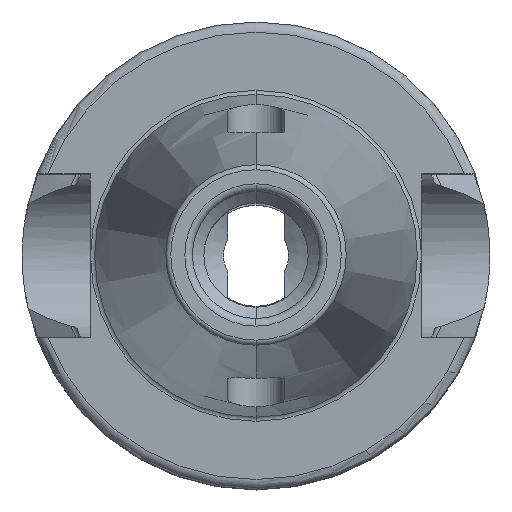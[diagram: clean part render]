
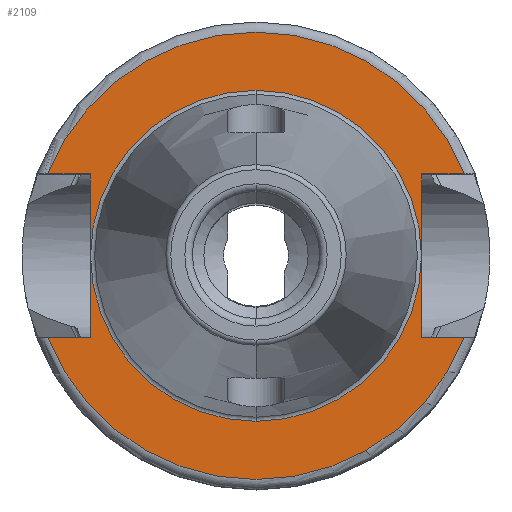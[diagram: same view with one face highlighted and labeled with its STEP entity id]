
A CAD part, top view. The second image highlights one B-rep face of the part: STEP entity #2109.
In plain terms, the highlighted planar face has unit normal (0, 0, 1).
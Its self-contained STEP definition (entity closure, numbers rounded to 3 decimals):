
#537=CARTESIAN_POINT('',(0,0,20));
#538=DIRECTION('',(0,0,-1));
#539=DIRECTION('',(0,1,0));
#540=AXIS2_PLACEMENT_3D('',#537,#538,#539);
#552=CARTESIAN_POINT('',(0,0,20));
#553=DIRECTION('',(0,0,1));
#554=DIRECTION('',(0,1,0));
#555=AXIS2_PLACEMENT_3D('',#552,#553,#554);
#557=DIRECTION('',(1,0,0));
#558=VECTOR('',#557,4.174);
#559=CARTESIAN_POINT('',(-20.474,-8.05,20));
#560=LINE('',#559,#558);
#561=DIRECTION('',(0,1,0));
#562=VECTOR('',#561,16.1);
#563=CARTESIAN_POINT('',(-16.3,-8.05,20));
#564=LINE('',#563,#562);
#565=DIRECTION('',(1,0,0));
#566=VECTOR('',#565,4.174);
#567=CARTESIAN_POINT('',(-20.474,8.05,20));
#568=LINE('',#567,#566);
#569=DIRECTION('',(-1,0,0));
#570=VECTOR('',#569,4.174);
#571=CARTESIAN_POINT('',(20.474,8.05,20));
#572=LINE('',#571,#570);
#573=DIRECTION('',(0,-1,0));
#574=VECTOR('',#573,16.1);
#575=CARTESIAN_POINT('',(16.3,8.05,20));
#576=LINE('',#575,#574);
#577=DIRECTION('',(-1,0,0));
#578=VECTOR('',#577,4.174);
#579=CARTESIAN_POINT('',(20.474,-8.05,20));
#580=LINE('',#579,#578);
#876=CARTESIAN_POINT('',(0,0,20));
#877=DIRECTION('',(0,0,1));
#878=DIRECTION('',(-0.931,-0.366,0));
#879=AXIS2_PLACEMENT_3D('',#876,#877,#878);
#893=CARTESIAN_POINT('',(0,0,20));
#894=DIRECTION('',(0,0,1));
#895=DIRECTION('',(0.931,0.366,0));
#896=AXIS2_PLACEMENT_3D('',#893,#894,#895);
#1411=CARTESIAN_POINT('',(-20.474,-8.05,20));
#1412=CARTESIAN_POINT('',(-16.3,-8.05,20));
#1413=VERTEX_POINT('',#1411);
#1414=VERTEX_POINT('',#1412);
#1415=CARTESIAN_POINT('',(-16.3,8.05,20));
#1416=VERTEX_POINT('',#1415);
#1417=CARTESIAN_POINT('',(-20.474,8.05,20));
#1418=VERTEX_POINT('',#1417);
#1419=CARTESIAN_POINT('',(16.3,8.05,20));
#1420=CARTESIAN_POINT('',(16.3,-8.05,20));
#1421=VERTEX_POINT('',#1419);
#1422=VERTEX_POINT('',#1420);
#1423=CARTESIAN_POINT('',(20.474,-8.05,20));
#1424=VERTEX_POINT('',#1423);
#1425=CARTESIAN_POINT('',(20.474,8.05,20));
#1426=VERTEX_POINT('',#1425);
#1469=CARTESIAN_POINT('',(0,16.275,20));
#1471=VERTEX_POINT('',#1469);
#1475=CARTESIAN_POINT('',(0,-16.275,20));
#1477=VERTEX_POINT('',#1475);
#2082=CARTESIAN_POINT('',(0,0,20));
#2083=DIRECTION('',(0,0,-1));
#2084=DIRECTION('',(0,-1,0));
#2085=AXIS2_PLACEMENT_3D('',#2082,#2083,#2084);
#2086=PLANE('',#2085);
#2088=ORIENTED_EDGE('',*,*,#2087,.T.);
#2090=ORIENTED_EDGE('',*,*,#2089,.T.);
#2092=ORIENTED_EDGE('',*,*,#2091,.F.);
#2094=ORIENTED_EDGE('',*,*,#2093,.F.);
#2096=ORIENTED_EDGE('',*,*,#2095,.T.);
#2098=ORIENTED_EDGE('',*,*,#2097,.T.);
#2100=ORIENTED_EDGE('',*,*,#2099,.F.);
#2102=ORIENTED_EDGE('',*,*,#2101,.F.);
#2103=EDGE_LOOP('',(#2088,#2090,#2092,#2094,#2096,#2098,#2100,#2102));
#2104=FACE_OUTER_BOUND('',#2103,.F.);
#2105=ORIENTED_EDGE('',*,*,#2077,.T.);
#2106=ORIENTED_EDGE('',*,*,#2061,.F.);
#2107=EDGE_LOOP('',(#2105,#2106));
#2108=FACE_BOUND('',#2107,.F.);
#2109=ADVANCED_FACE('',(#2104,#2108),#2086,.F.);
#541=CIRCLE('',#540,16.275);
#556=CIRCLE('',#555,16.275);
#880=CIRCLE('',#879,22);
#897=CIRCLE('',#896,22);
#2061=EDGE_CURVE('',#1471,#1477,#541,.T.);
#2077=EDGE_CURVE('',#1471,#1477,#556,.T.);
#2087=EDGE_CURVE('',#1413,#1414,#560,.T.);
#2089=EDGE_CURVE('',#1414,#1416,#564,.T.);
#2091=EDGE_CURVE('',#1418,#1416,#568,.T.);
#2093=EDGE_CURVE('',#1426,#1418,#897,.T.);
#2095=EDGE_CURVE('',#1426,#1421,#572,.T.);
#2097=EDGE_CURVE('',#1421,#1422,#576,.T.);
#2099=EDGE_CURVE('',#1424,#1422,#580,.T.);
#2101=EDGE_CURVE('',#1413,#1424,#880,.T.);
